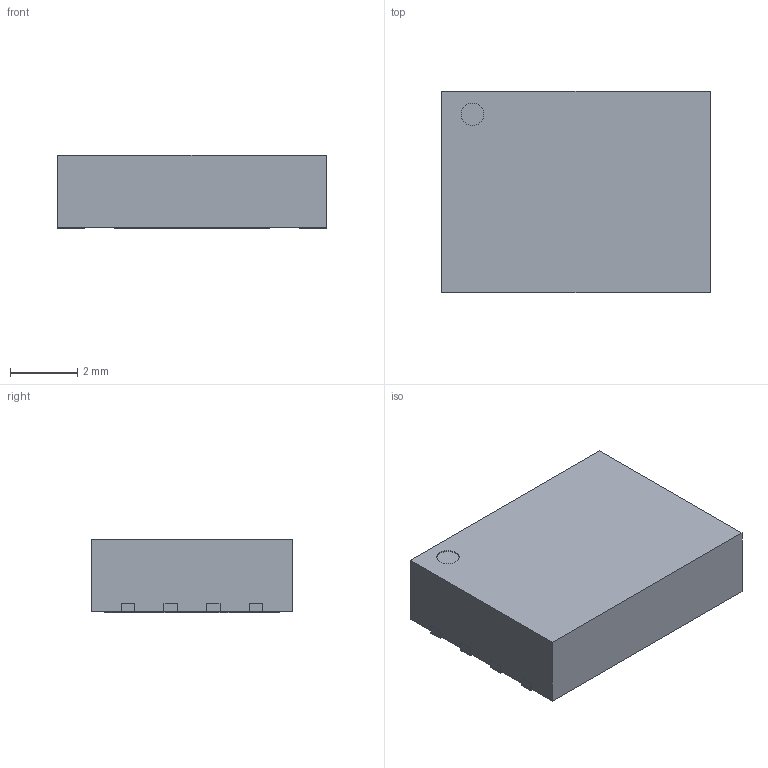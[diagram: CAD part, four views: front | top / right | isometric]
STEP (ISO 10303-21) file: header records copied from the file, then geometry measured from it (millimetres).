
FILE_DESCRIPTION(/* description */ (''),/* implementation_level */ '2;1');
FILE_NAME(/* name */ 'WSON-8-1EP_8x6mm_P1.27mm_EP5.2x4.65mm.step.step',/* time_stamp */ '2022-05-12T21:04:40+09:00',/* author */ (''),/* organization */ (''),/* preprocessor_version */ 'ST-DEVELOPER v18.1',/* originating_system */ 'Autodesk Translation Framework v10.14.0.1471',/* authorisation */ '');
FILE_SCHEMA (('AUTOMOTIVE_DESIGN { 1 0 10303 214 3 1 1 }'));
Length unit declared in the file: millimetre
Products named in the file (1): WSON-8-1EP_8x6mm_P1.27mm_EP5.2x4.65mm.step
Bounding box: 8.04 x 6 x 2.2 mm (x, y, z)
Volume: 104.5 mm3; surface area: 212.8 mm2
Topology: 10 solids, 10 shells, 79 faces, 174 edges, 116 vertices
Faces by surface type: plane 78, cylinder 1
Full cylindrical faces by diameter (mm): 0.671 x1
Entity records: 2236 total; most frequent: CARTESIAN_POINT 370, ORIENTED_EDGE 348, DIRECTION 336, EDGE_CURVE 174, LINE 172, VECTOR 172, VERTEX_POINT 116, AXIS2_PLACEMENT_3D 82
